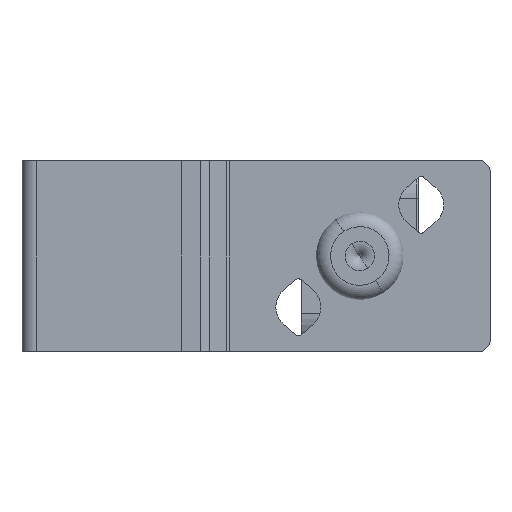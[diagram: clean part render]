
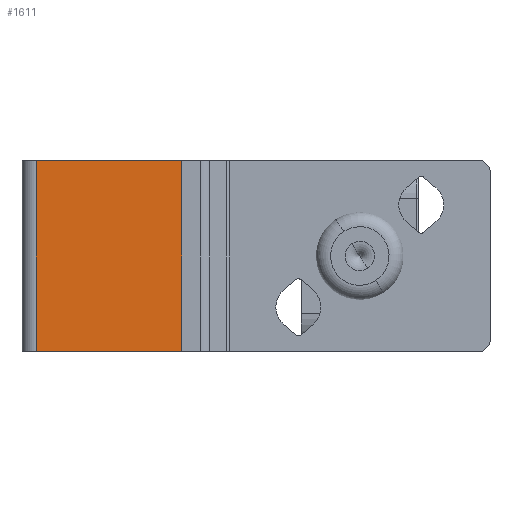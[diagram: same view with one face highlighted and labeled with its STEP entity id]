
A CAD part, front view. The second image highlights one B-rep face of the part: STEP entity #1611.
In plain terms, the highlighted planar face has unit normal (0, -1, 0).
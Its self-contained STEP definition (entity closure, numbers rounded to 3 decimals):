
#106 = LINE ( 'NONE', #2167, #8930 ) ;
#117 = PLANE ( 'NONE',  #7136 ) ;
#732 = CARTESIAN_POINT ( 'NONE',  ( -611.297, -209.847, 0. ) ) ;
#1611 = ADVANCED_FACE ( 'NONE', ( #4440 ), #117, .T. ) ;
#1933 = DIRECTION ( 'NONE',  ( 0., 0., -1. ) ) ;
#2167 = CARTESIAN_POINT ( 'NONE',  ( 0., -209.847, 13. ) ) ;
#2241 = ORIENTED_EDGE ( 'NONE', *, *, #7488, .T. ) ;
#2835 = ORIENTED_EDGE ( 'NONE', *, *, #11093, .F. ) ;
#3040 = DIRECTION ( 'NONE',  ( 1., 0., 0. ) ) ;
#3799 = DIRECTION ( 'NONE',  ( 0., -1., 0. ) ) ;
#3993 = VECTOR ( 'NONE', #10489, 1000. ) ;
#4440 = FACE_OUTER_BOUND ( 'NONE', #7889, .T. ) ;
#4774 = LINE ( 'NONE', #4889, #7927 ) ;
#4889 = CARTESIAN_POINT ( 'NONE',  ( -621.017, -209.847, 0. ) ) ;
#6747 = VECTOR ( 'NONE', #9286, 1000. ) ;
#6892 = VERTEX_POINT ( 'NONE', #9193 ) ;
#6928 = VERTEX_POINT ( 'NONE', #9134 ) ;
#6945 = VERTEX_POINT ( 'NONE', #732 ) ;
#7136 = AXIS2_PLACEMENT_3D ( 'NONE', #9462, #3799, #1933 ) ;
#7488 = EDGE_CURVE ( 'NONE', #6892, #6945, #4774, .T. ) ;
#7696 = EDGE_CURVE ( 'NONE', #6945, #6928, #8394, .T. ) ;
#7889 = EDGE_LOOP ( 'NONE', ( #2241, #11830, #2835, #10634 ) ) ;
#7927 = VECTOR ( 'NONE', #11420, 1000. ) ;
#8208 = CARTESIAN_POINT ( 'NONE',  ( -611.297, -209.847, 0. ) ) ;
#8394 = LINE ( 'NONE', #8208, #6747 ) ;
#8610 = LINE ( 'NONE', #9797, #3993 ) ;
#8820 = VERTEX_POINT ( 'NONE', #10419 ) ;
#8930 = VECTOR ( 'NONE', #3040, 1000. ) ;
#9134 = CARTESIAN_POINT ( 'NONE',  ( -611.297, -209.847, 13. ) ) ;
#9193 = CARTESIAN_POINT ( 'NONE',  ( -621.255, -209.847, 0. ) ) ;
#9256 = EDGE_CURVE ( 'NONE', #8820, #6892, #8610, .T. ) ;
#9286 = DIRECTION ( 'NONE',  ( 0., 0., 1. ) ) ;
#9462 = CARTESIAN_POINT ( 'NONE',  ( -621.255, -209.847, 0. ) ) ;
#9797 = CARTESIAN_POINT ( 'NONE',  ( -621.255, -209.847, 0. ) ) ;
#10419 = CARTESIAN_POINT ( 'NONE',  ( -621.255, -209.847, 13. ) ) ;
#10489 = DIRECTION ( 'NONE',  ( 0., 0., -1. ) ) ;
#10634 = ORIENTED_EDGE ( 'NONE', *, *, #9256, .T. ) ;
#11093 = EDGE_CURVE ( 'NONE', #8820, #6928, #106, .T. ) ;
#11420 = DIRECTION ( 'NONE',  ( 1., 0., 0. ) ) ;
#11830 = ORIENTED_EDGE ( 'NONE', *, *, #7696, .T. ) ;
